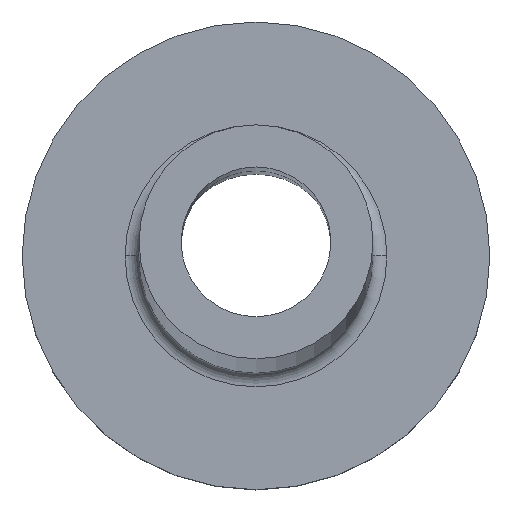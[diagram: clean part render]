
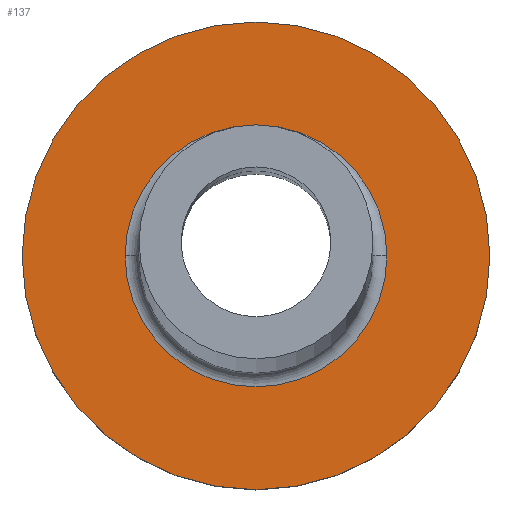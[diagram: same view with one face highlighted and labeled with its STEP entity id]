
A CAD part, top view. The second image highlights one B-rep face of the part: STEP entity #137.
In plain terms, the highlighted planar face has unit normal (0, 0, 1).
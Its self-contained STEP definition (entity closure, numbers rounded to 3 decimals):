
#4 = DIRECTION ( 'NONE',  ( 0., 0., -1. ) ) ;
#10 = CARTESIAN_POINT ( 'NONE',  ( 5., 0., 3. ) ) ;
#20 = DIRECTION ( 'NONE',  ( 1., 0., 0. ) ) ;
#22 = ORIENTED_EDGE ( 'NONE', *, *, #318, .T. ) ;
#44 = VERTEX_POINT ( 'NONE', #123 ) ;
#47 = CARTESIAN_POINT ( 'NONE',  ( 0., 0., 3. ) ) ;
#52 = PLANE ( 'NONE',  #398 ) ;
#83 = DIRECTION ( 'NONE',  ( 1., 0., 0. ) ) ;
#98 = AXIS2_PLACEMENT_3D ( 'NONE', #148, #440, #390 ) ;
#102 = EDGE_CURVE ( 'NONE', #44, #373, #152, .T. ) ;
#120 = CARTESIAN_POINT ( 'NONE',  ( 0., 0., 3. ) ) ;
#123 = CARTESIAN_POINT ( 'NONE',  ( -5., 0., 3. ) ) ;
#136 = AXIS2_PLACEMENT_3D ( 'NONE', #120, #226, #20 ) ;
#137 = ADVANCED_FACE ( 'NONE', ( #406, #368 ), #52, .T. ) ;
#142 = ORIENTED_EDGE ( 'NONE', *, *, #422, .T. ) ;
#144 = DIRECTION ( 'NONE',  ( 1., 0., 0. ) ) ;
#148 = CARTESIAN_POINT ( 'NONE',  ( 0., 0., 3. ) ) ;
#152 = CIRCLE ( 'NONE', #136, 5. ) ;
#156 = CARTESIAN_POINT ( 'NONE',  ( 2.8, 0., 3. ) ) ;
#170 = CIRCLE ( 'NONE', #431, 2.8 ) ;
#177 = EDGE_LOOP ( 'NONE', ( #142, #270 ) ) ;
#226 = DIRECTION ( 'NONE',  ( 0., 0., 1. ) ) ;
#230 = CARTESIAN_POINT ( 'NONE',  ( 0., 0., 3. ) ) ;
#242 = VERTEX_POINT ( 'NONE', #295 ) ;
#257 = ORIENTED_EDGE ( 'NONE', *, *, #102, .T. ) ;
#270 = ORIENTED_EDGE ( 'NONE', *, *, #325, .T. ) ;
#295 = CARTESIAN_POINT ( 'NONE',  ( -2.8, 0., 3. ) ) ;
#299 = DIRECTION ( 'NONE',  ( 0., 0., -1. ) ) ;
#309 = CARTESIAN_POINT ( 'NONE',  ( 0., 0., 3. ) ) ;
#318 = EDGE_CURVE ( 'NONE', #373, #44, #427, .T. ) ;
#325 = EDGE_CURVE ( 'NONE', #242, #411, #403, .T. ) ;
#327 = EDGE_LOOP ( 'NONE', ( #257, #22 ) ) ;
#368 = FACE_OUTER_BOUND ( 'NONE', #327, .T. ) ;
#373 = VERTEX_POINT ( 'NONE', #10 ) ;
#390 = DIRECTION ( 'NONE',  ( 1., 0., 0. ) ) ;
#398 = AXIS2_PLACEMENT_3D ( 'NONE', #309, #414, #83 ) ;
#403 = CIRCLE ( 'NONE', #455, 2.8 ) ;
#406 = FACE_BOUND ( 'NONE', #177, .T. ) ;
#411 = VERTEX_POINT ( 'NONE', #156 ) ;
#414 = DIRECTION ( 'NONE',  ( 0., 0., 1. ) ) ;
#422 = EDGE_CURVE ( 'NONE', #411, #242, #170, .T. ) ;
#427 = CIRCLE ( 'NONE', #98, 5. ) ;
#431 = AXIS2_PLACEMENT_3D ( 'NONE', #230, #299, #445 ) ;
#440 = DIRECTION ( 'NONE',  ( 0., 0., 1. ) ) ;
#445 = DIRECTION ( 'NONE',  ( 1., 0., 0. ) ) ;
#455 = AXIS2_PLACEMENT_3D ( 'NONE', #47, #4, #144 ) ;
